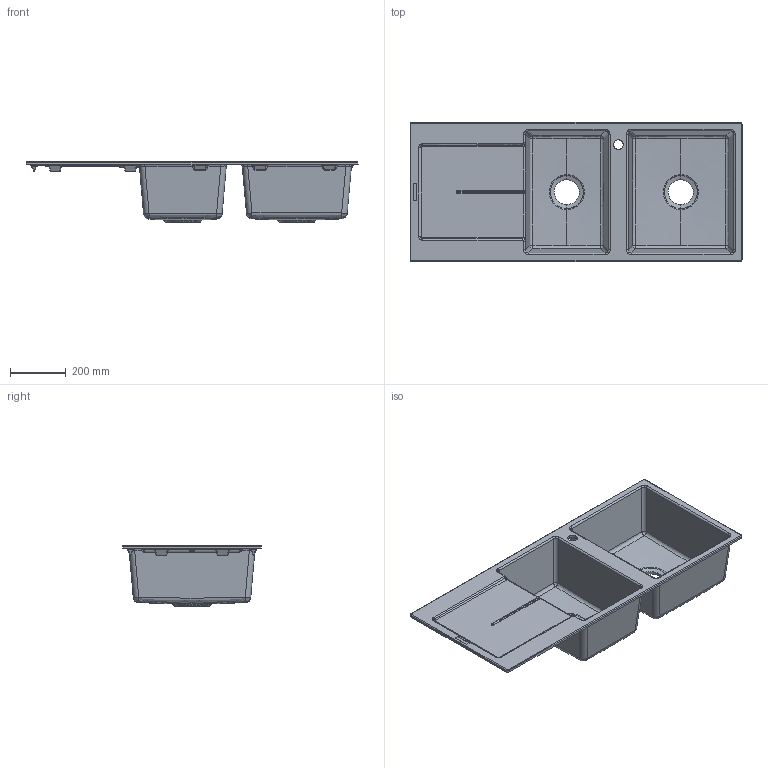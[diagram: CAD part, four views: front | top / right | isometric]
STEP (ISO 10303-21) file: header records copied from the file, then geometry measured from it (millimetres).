
FILE_DESCRIPTION(/* description */ (''),/* implementation_level */ '2;1');
FILE_NAME(/* name */ 'STEP - RAE D200L RH_2403133',/* time_stamp */ '2024-03-26T09:30:15+11:00',/* author */ (''),/* organization */ (''),/* preprocessor_version */ 'ST-DEVELOPER v16.5',/* originating_system */ 'Rhino 7.23',/* authorisation */ '');
FILE_SCHEMA (('AUTOMOTIVE_DESIGN'));
Length unit declared in the file: millimetre
Products named in the file (1): Document
Bounding box: 1194 x 500 x 217.54 mm (x, y, z)
Surface area: 2234454.4 mm2 (no closed solid volume)
Topology: 0 solids, 1 shells, 550 faces, 1318 edges, 741 vertices
Faces by surface type: bspline 299, cylinder 186, plane 65
Entity records: 34572 total; most frequent: CARTESIAN_POINT 26753, ORIENTED_EDGE 2564, EDGE_CURVE 1286, B_SPLINE_CURVE_WITH_KNOTS 759, VERTEX_POINT 741, EDGE_LOOP 563, ADVANCED_FACE 550, FACE_OUTER_BOUND 550
